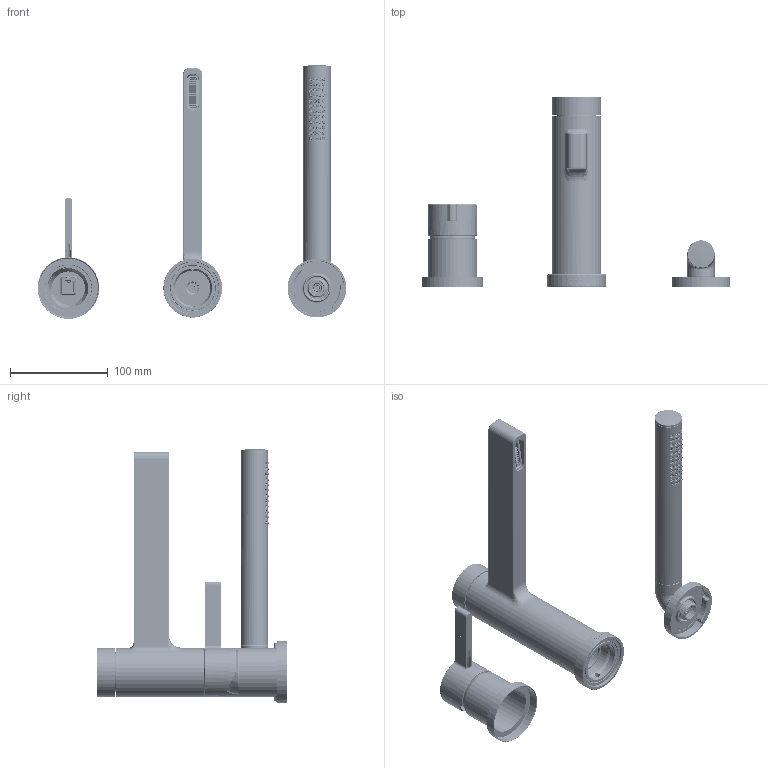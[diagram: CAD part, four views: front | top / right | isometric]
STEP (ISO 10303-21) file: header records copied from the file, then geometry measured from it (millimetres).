
FILE_DESCRIPTION(/* description */ (''),/* implementation_level */ '2;1');
FILE_NAME(/* name */ 'PX10-EM 3D.stp',/* time_stamp */ '2021-03-10T14:36:38-05:00',/* author */ ('fbrousse'),/* organization */ (''),/* preprocessor_version */ 'ST-DEVELOPER v17',/* originating_system */ 'Autodesk Inventor 2018',/* authorisation */ '');
FILE_SCHEMA (('CONFIG_CONTROL_DESIGN'));
Products named in the file (15): PX10-em; 1425; 002-715; 152-060; 3180; 320-070; 014-332; 003-019; 012-220; 002-804; 2465; RH10; 052-114; 053-162; 4361-EM
Assembly tree (14 placements, depth 3):
  PX10-em
    1425
      002-715
      152-060
    3180
      320-070
      014-332
      003-019
      012-220
      002-804
    2465
    RH10
      052-114
      053-162
    4361-EM
Bounding box: 315.42 x 193.56 x 259.19 mm (x, y, z)
Volume: 313624.4 mm3; surface area: 241716.2 mm2
Topology: 14 solids, 14 shells, 3432 faces, 9144 edges, 5759 vertices
Faces by surface type: bspline 1132, plane 904, cylinder 745, cone 300, torus 245, sphere 106
Full cylindrical faces by diameter (mm): 2.5 x2, 3.2 x1, 3.85 x1, 4 x1, 4.199 x1, 4.2 x2, 4.325 x1, 4.5 x1, 4.93 x1, 4.976 x6, 5 x3, 5.2 x2, 5.4 x1, 6 x1, 6.7 x1, 7.675 x1, 8.1 x1, 8.3 x1, 9 x1, 10.917 x1, 11 x1, 12 x1, 12.5 x1, 13.92 x6, 14.2 x1, 15 x4, 15.12 x1, 16 x1, 17.2 x1, 17.5 x1
Entity records: 279951 total; most frequent: CARTESIAN_POINT 197406, ORIENTED_EDGE 18250, DIRECTION 14752, EDGE_CURVE 9125, AXIS2_PLACEMENT_3D 5935, VERTEX_POINT 5761, EDGE_LOOP 3800, FACE_OUTER_BOUND 3432
